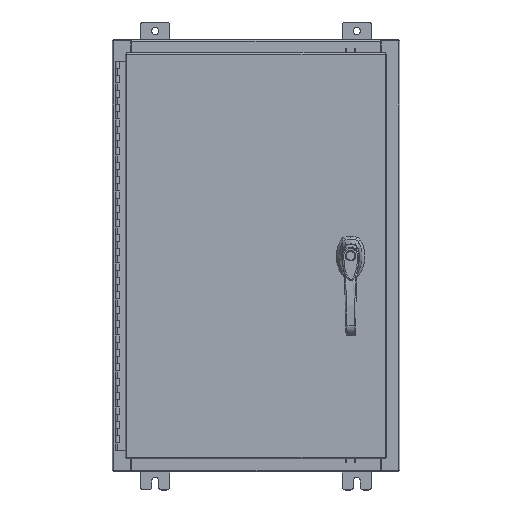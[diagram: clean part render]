
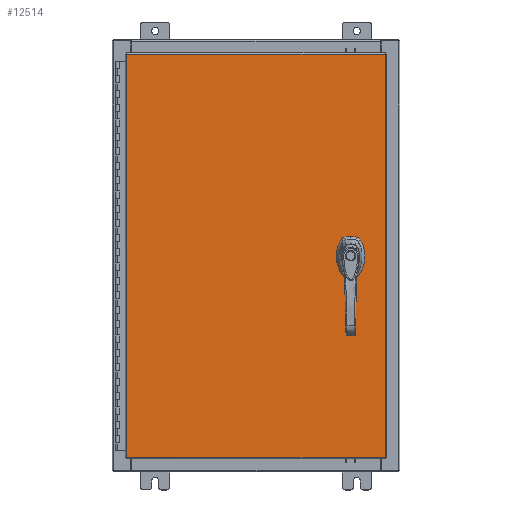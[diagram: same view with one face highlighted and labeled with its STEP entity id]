
A CAD part, top view. The second image highlights one B-rep face of the part: STEP entity #12514.
In plain terms, the highlighted planar face has unit normal (0, 0, 1).
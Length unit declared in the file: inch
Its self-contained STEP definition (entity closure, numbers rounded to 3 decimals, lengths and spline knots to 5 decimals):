
#652 = CARTESIAN_POINT ( 'NONE',  ( 6.578, 0., 0. ) ) ;
#1002 = ORIENTED_EDGE ( 'NONE', *, *, #53378, .F. ) ;
#1321 = CARTESIAN_POINT ( 'NONE',  ( 8.9903, -14.0063, 0. ) ) ;
#2353 = VERTEX_POINT ( 'NONE', #63883 ) ;
#2938 = ORIENTED_EDGE ( 'NONE', *, *, #73653, .F. ) ;
#3657 = VECTOR ( 'NONE', #36675, 39.37008 ) ;
#3717 = CARTESIAN_POINT ( 'NONE',  ( 6.578, -1.338, 0. ) ) ;
#3828 = DIRECTION ( 'NONE',  ( 0., 0., 1. ) ) ;
#5269 = EDGE_CURVE ( 'NONE', #53306, #43380, #53654, .T. ) ;
#6135 = EDGE_LOOP ( 'NONE', ( #31787, #68467, #2938, #1002, #14857, #86912, #9593, #73198 ) ) ;
#6468 = ORIENTED_EDGE ( 'NONE', *, *, #117949, .F. ) ;
#8257 = DIRECTION ( 'NONE',  ( 1., 0., 0. ) ) ;
#8578 = AXIS2_PLACEMENT_3D ( 'NONE', #58594, #3828, #67779 ) ;
#8925 = DIRECTION ( 'NONE',  ( 0., 0., 1. ) ) ;
#9054 = VECTOR ( 'NONE', #37765, 39.37008 ) ;
#9111 = CARTESIAN_POINT ( 'NONE',  ( -8.9903, -14.0063, 0. ) ) ;
#9562 = ORIENTED_EDGE ( 'NONE', *, *, #47376, .T. ) ;
#9593 = ORIENTED_EDGE ( 'NONE', *, *, #76955, .F. ) ;
#9947 = DIRECTION ( 'NONE',  ( 1., 0., 0. ) ) ;
#12514 = ADVANCED_FACE ( 'NONE', ( #37312, #85808, #13022 ), #38766, .F. ) ;
#13008 = DIRECTION ( 'NONE',  ( 1., 0., 0. ) ) ;
#13022 = FACE_BOUND ( 'NONE', #6135, .T. ) ;
#13265 = CARTESIAN_POINT ( 'NONE',  ( 6.981, -0.20023, 0. ) ) ;
#13531 = EDGE_CURVE ( 'NONE', #51354, #50756, #33027, .T. ) ;
#14857 = ORIENTED_EDGE ( 'NONE', *, *, #13531, .F. ) ;
#15301 = CARTESIAN_POINT ( 'NONE',  ( -8.9903, 14.0063, 0. ) ) ;
#18090 = DIRECTION ( 'NONE',  ( 0., -1., 0. ) ) ;
#21718 = CARTESIAN_POINT ( 'NONE',  ( 8.9903, 14.0063, 0. ) ) ;
#25405 = CARTESIAN_POINT ( 'NONE',  ( 6.37777, 0.403, 0. ) ) ;
#25899 = DIRECTION ( 'NONE',  ( 0., -1., 0. ) ) ;
#27981 = EDGE_LOOP ( 'NONE', ( #76150, #6468 ) ) ;
#28048 = LINE ( 'NONE', #9111, #3657 ) ;
#28815 = VECTOR ( 'NONE', #85541, 39.37008 ) ;
#29368 = VECTOR ( 'NONE', #78550, 39.37008 ) ;
#29549 = CARTESIAN_POINT ( 'NONE',  ( 0., 0., 0. ) ) ;
#30431 = ORIENTED_EDGE ( 'NONE', *, *, #64632, .T. ) ;
#31787 = ORIENTED_EDGE ( 'NONE', *, *, #36303, .T. ) ;
#33027 = LINE ( 'NONE', #54794, #51600 ) ;
#34232 = DIRECTION ( 'NONE',  ( 0., 0., 1. ) ) ;
#35934 = CARTESIAN_POINT ( 'NONE',  ( 0., 0.403, 0. ) ) ;
#35945 = EDGE_LOOP ( 'NONE', ( #30431, #9562, #69673, #105626 ) ) ;
#36303 = EDGE_CURVE ( 'NONE', #97677, #53630, #53662, .T. ) ;
#36675 = DIRECTION ( 'NONE',  ( 1., 0., 0. ) ) ;
#37053 = AXIS2_PLACEMENT_3D ( 'NONE', #88949, #34232, #98149 ) ;
#37312 = FACE_BOUND ( 'NONE', #27981, .T. ) ;
#37765 = DIRECTION ( 'NONE',  ( 0., 1., 0. ) ) ;
#38094 = CARTESIAN_POINT ( 'NONE',  ( -8.9903, -14.0063, 0. ) ) ;
#38766 = PLANE ( 'NONE',  #98565 ) ;
#40327 = VERTEX_POINT ( 'NONE', #103305 ) ;
#42822 = CARTESIAN_POINT ( 'NONE',  ( 6.4065, -1.338, 0. ) ) ;
#43380 = VERTEX_POINT ( 'NONE', #42822 ) ;
#47376 = EDGE_CURVE ( 'NONE', #85127, #87130, #60461, .T. ) ;
#47959 = DIRECTION ( 'NONE',  ( 0., 0., -1. ) ) ;
#48534 = CARTESIAN_POINT ( 'NONE',  ( 6.175, -0.20023, 0. ) ) ;
#50756 = VERTEX_POINT ( 'NONE', #48534 ) ;
#51058 = CARTESIAN_POINT ( 'NONE',  ( 6.981, 0., 0. ) ) ;
#51354 = VERTEX_POINT ( 'NONE', #114026 ) ;
#51600 = VECTOR ( 'NONE', #18090, 39.37008 ) ;
#52914 = CARTESIAN_POINT ( 'NONE',  ( 6.77823, 0.403, 0. ) ) ;
#53084 = LINE ( 'NONE', #21718, #28815 ) ;
#53306 = VERTEX_POINT ( 'NONE', #98763 ) ;
#53378 = EDGE_CURVE ( 'NONE', #50756, #2353, #112528, .T. ) ;
#53630 = VERTEX_POINT ( 'NONE', #13265 ) ;
#53654 = CIRCLE ( 'NONE', #37053, 0.1715 ) ;
#53662 = LINE ( 'NONE', #51058, #29368 ) ;
#54794 = CARTESIAN_POINT ( 'NONE',  ( 6.175, 0., 0. ) ) ;
#54983 = EDGE_CURVE ( 'NONE', #40327, #53630, #95066, .T. ) ;
#57796 = CARTESIAN_POINT ( 'NONE',  ( 6.981, 0.20023, 0. ) ) ;
#58594 = CARTESIAN_POINT ( 'NONE',  ( 6.578, 0., 0. ) ) ;
#60461 = LINE ( 'NONE', #1321, #9054 ) ;
#61661 = VECTOR ( 'NONE', #25899, 39.37008 ) ;
#62954 = DIRECTION ( 'NONE',  ( 0., 0., 1. ) ) ;
#63637 = CARTESIAN_POINT ( 'NONE',  ( 6.578, 0., 0. ) ) ;
#63883 = CARTESIAN_POINT ( 'NONE',  ( 6.37777, -0.403, 0. ) ) ;
#64632 = EDGE_CURVE ( 'NONE', #82884, #85127, #28048, .T. ) ;
#64648 = DIRECTION ( 'NONE',  ( 0., 0., 1. ) ) ;
#66706 = CIRCLE ( 'NONE', #8578, 0.45 ) ;
#67676 = DIRECTION ( 'NONE',  ( 0., 0., 1. ) ) ;
#67779 = DIRECTION ( 'NONE',  ( 1., 0., 0. ) ) ;
#68467 = ORIENTED_EDGE ( 'NONE', *, *, #54983, .F. ) ;
#69673 = ORIENTED_EDGE ( 'NONE', *, *, #98253, .T. ) ;
#70504 = EDGE_CURVE ( 'NONE', #94024, #51354, #101762, .T. ) ;
#72760 = DIRECTION ( 'NONE',  ( 1., 0., 0. ) ) ;
#73198 = ORIENTED_EDGE ( 'NONE', *, *, #77292, .F. ) ;
#73653 = EDGE_CURVE ( 'NONE', #2353, #40327, #78521, .T. ) ;
#75692 = VECTOR ( 'NONE', #112575, 39.37008 ) ;
#76150 = ORIENTED_EDGE ( 'NONE', *, *, #5269, .F. ) ;
#76955 = EDGE_CURVE ( 'NONE', #83233, #94024, #80980, .T. ) ;
#77292 = EDGE_CURVE ( 'NONE', #97677, #83233, #66706, .T. ) ;
#78521 = LINE ( 'NONE', #103347, #75692 ) ;
#78550 = DIRECTION ( 'NONE',  ( 0., -1., 0. ) ) ;
#80560 = CARTESIAN_POINT ( 'NONE',  ( -8.9903, 14.0063, 0. ) ) ;
#80980 = LINE ( 'NONE', #35934, #102489 ) ;
#82597 = VERTEX_POINT ( 'NONE', #15301 ) ;
#82884 = VERTEX_POINT ( 'NONE', #38094 ) ;
#83233 = VERTEX_POINT ( 'NONE', #52914 ) ;
#84218 = CIRCLE ( 'NONE', #92866, 0.1715 ) ;
#85127 = VERTEX_POINT ( 'NONE', #87929 ) ;
#85541 = DIRECTION ( 'NONE',  ( -1., 0., 0. ) ) ;
#85808 = FACE_OUTER_BOUND ( 'NONE', #35945, .T. ) ;
#86297 = EDGE_CURVE ( 'NONE', #82597, #82884, #88772, .T. ) ;
#86912 = ORIENTED_EDGE ( 'NONE', *, *, #70504, .F. ) ;
#87130 = VERTEX_POINT ( 'NONE', #99657 ) ;
#87929 = CARTESIAN_POINT ( 'NONE',  ( 8.9903, -14.0063, 0. ) ) ;
#88772 = LINE ( 'NONE', #80560, #61661 ) ;
#88949 = CARTESIAN_POINT ( 'NONE',  ( 6.578, -1.338, 0. ) ) ;
#92866 = AXIS2_PLACEMENT_3D ( 'NONE', #3717, #67676, #13008 ) ;
#94024 = VERTEX_POINT ( 'NONE', #25405 ) ;
#95066 = CIRCLE ( 'NONE', #98454, 0.45 ) ;
#97677 = VERTEX_POINT ( 'NONE', #57796 ) ;
#98149 = DIRECTION ( 'NONE',  ( 1., 0., 0. ) ) ;
#98253 = EDGE_CURVE ( 'NONE', #87130, #82597, #53084, .T. ) ;
#98454 = AXIS2_PLACEMENT_3D ( 'NONE', #652, #64648, #9947 ) ;
#98565 = AXIS2_PLACEMENT_3D ( 'NONE', #29549, #47959, #111880 ) ;
#98763 = CARTESIAN_POINT ( 'NONE',  ( 6.7495, -1.338, 0. ) ) ;
#99657 = CARTESIAN_POINT ( 'NONE',  ( 8.9903, 14.0063, 0. ) ) ;
#101762 = CIRCLE ( 'NONE', #106185, 0.45 ) ;
#102489 = VECTOR ( 'NONE', #109045, 39.37008 ) ;
#103305 = CARTESIAN_POINT ( 'NONE',  ( 6.77823, -0.403, 0. ) ) ;
#103347 = CARTESIAN_POINT ( 'NONE',  ( 0., -0.403, 0. ) ) ;
#105626 = ORIENTED_EDGE ( 'NONE', *, *, #86297, .T. ) ;
#106185 = AXIS2_PLACEMENT_3D ( 'NONE', #117751, #62954, #8257 ) ;
#109045 = DIRECTION ( 'NONE',  ( -1., 0., 0. ) ) ;
#111880 = DIRECTION ( 'NONE',  ( -1., 0., 0. ) ) ;
#112528 = CIRCLE ( 'NONE', #113759, 0.45 ) ;
#112575 = DIRECTION ( 'NONE',  ( 1., 0., 0. ) ) ;
#113759 = AXIS2_PLACEMENT_3D ( 'NONE', #63637, #8925, #72760 ) ;
#114026 = CARTESIAN_POINT ( 'NONE',  ( 6.175, 0.20023, 0. ) ) ;
#117751 = CARTESIAN_POINT ( 'NONE',  ( 6.578, 0., 0. ) ) ;
#117949 = EDGE_CURVE ( 'NONE', #43380, #53306, #84218, .T. ) ;
